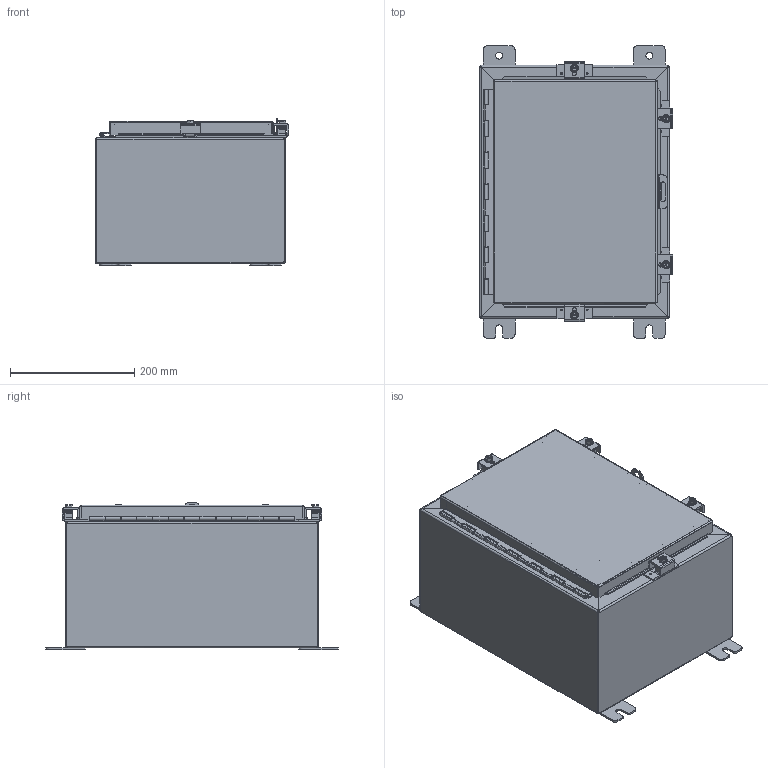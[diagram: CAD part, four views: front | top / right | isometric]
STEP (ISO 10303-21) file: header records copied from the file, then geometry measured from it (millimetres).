
FILE_DESCRIPTION (( 'STEP AP214' ), '1' );
FILE_NAME ('SSN4161208A.STEP', '2016-02-09T14:40:39', ( '' ), ( '' ), 'SwSTEP 2.0', 'SolidWorks 2014', '' );
FILE_SCHEMA (( 'AUTOMOTIVE_DESIGN' ));
Length unit declared in the file: inch
Products named in the file (19): SSN4161208ABKP; 38412; 34871; SSN4161208A; 30818; 30824; 30824-4; 30824-3; 30824-2; 30824-1; 38859; 32874-16; 32874-16P; 32874-16L; 32874-16T; SSN41612ALID; 38846; 14x10; 32912
Assembly tree (30 placements, depth 3):
  SSN4161208A
    34871  x4
    38412
    SSN4161208ABKP
    32912
    14x10
    38846
    SSN41612ALID
    32874-16
      32874-16T
      32874-16L
      32874-16P
    38859  x4
    30824  x4
      30824-1
      30824-2
      30824-3
      30824-4
    30818  x4
Bounding box: 310.28 x 469.9 x 237.62 mm (x, y, z)
Volume: 1328340 mm3; surface area: 1360365.3 mm2
Topology: 37 solids, 37 shells, 1384 faces, 3545 edges, 2262 vertices
Faces by surface type: cylinder 592, plane 551, bspline 133, torus 56, cone 28, sphere 24
Entity records: 33660 total; most frequent: CARTESIAN_POINT 9842, ORIENTED_EDGE 3696, DIRECTION 3666, EDGE_CURVE 1848, AXIS2_PLACEMENT_3D 1282, VERTEX_POINT 1164, LINE 1102, VECTOR 1102
